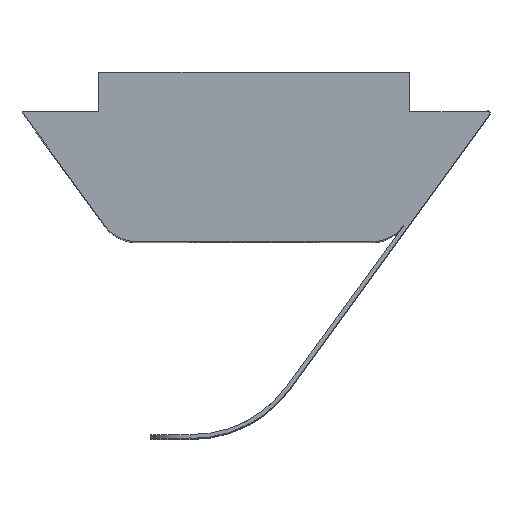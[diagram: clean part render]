
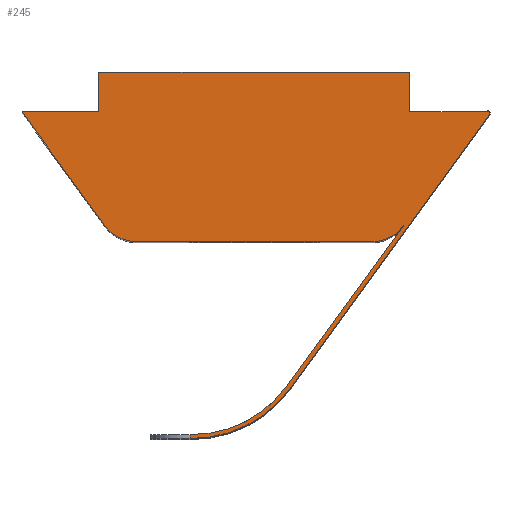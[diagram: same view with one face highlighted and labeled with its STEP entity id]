
A CAD part, top view. The second image highlights one B-rep face of the part: STEP entity #245.
In plain terms, the highlighted planar face has unit normal (0, 0, 1).
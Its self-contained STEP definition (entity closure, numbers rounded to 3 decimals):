
#3 = VECTOR ( 'NONE', #379, 1000. ) ;
#19 = ORIENTED_EDGE ( 'NONE', *, *, #975, .T. ) ;
#22 = LINE ( 'NONE', #1099, #966 ) ;
#38 = VERTEX_POINT ( 'NONE', #232 ) ;
#49 = VERTEX_POINT ( 'NONE', #903 ) ;
#51 = VECTOR ( 'NONE', #1263, 1000. ) ;
#57 = EDGE_CURVE ( 'NONE', #1134, #640, #1108, .T. ) ;
#82 = AXIS2_PLACEMENT_3D ( 'NONE', #507, #610, #590 ) ;
#86 = DIRECTION ( 'NONE',  ( 1., 0., 0. ) ) ;
#88 = AXIS2_PLACEMENT_3D ( 'NONE', #923, #1216, #1117 ) ;
#98 = CARTESIAN_POINT ( 'NONE',  ( 5.9, 3.3, 8. ) ) ;
#100 = CARTESIAN_POINT ( 'NONE',  ( -1.591, -5., 8. ) ) ;
#104 = VECTOR ( 'NONE', #744, 1000. ) ;
#116 = ORIENTED_EDGE ( 'NONE', *, *, #716, .T. ) ;
#170 = CARTESIAN_POINT ( 'NONE',  ( -3.8, 0.412, 8. ) ) ;
#208 = DIRECTION ( 'NONE',  ( -1., 0., 0. ) ) ;
#229 = CARTESIAN_POINT ( 'NONE',  ( 2.991, 0., 8. ) ) ;
#232 = CARTESIAN_POINT ( 'NONE',  ( 3.95, 4.3, 8. ) ) ;
#245 = ADVANCED_FACE ( 'NONE', ( #761 ), #388, .T. ) ;
#260 = EDGE_CURVE ( 'NONE', #640, #1186, #867, .T. ) ;
#262 = EDGE_CURVE ( 'NONE', #49, #434, #669, .T. ) ;
#267 = ORIENTED_EDGE ( 'NONE', *, *, #1031, .T. ) ;
#273 = VERTEX_POINT ( 'NONE', #1249 ) ;
#275 = AXIS2_PLACEMENT_3D ( 'NONE', #952, #681, #458 ) ;
#277 = CARTESIAN_POINT ( 'NONE',  ( 5.9, 3.3, 8. ) ) ;
#279 = VERTEX_POINT ( 'NONE', #1265 ) ;
#282 = LINE ( 'NONE', #479, #51 ) ;
#284 = ORIENTED_EDGE ( 'NONE', *, *, #327, .T. ) ;
#303 = LINE ( 'NONE', #1087, #890 ) ;
#304 = VERTEX_POINT ( 'NONE', #772 ) ;
#313 = VERTEX_POINT ( 'NONE', #98 ) ;
#323 = VERTEX_POINT ( 'NONE', #977 ) ;
#327 = EDGE_CURVE ( 'NONE', #38, #396, #686, .T. ) ;
#337 = CARTESIAN_POINT ( 'NONE',  ( -1.63, -5., 8. ) ) ;
#345 = AXIS2_PLACEMENT_3D ( 'NONE', #568, #592, #86 ) ;
#362 = VERTEX_POINT ( 'NONE', #1175 ) ;
#363 = DIRECTION ( 'NONE',  ( 0.588, -0.809, 0. ) ) ;
#365 = CARTESIAN_POINT ( 'NONE',  ( 2.991, 0., 8. ) ) ;
#371 = EDGE_CURVE ( 'NONE', #887, #931, #496, .T. ) ;
#379 = DIRECTION ( 'NONE',  ( -1., 0., 0. ) ) ;
#388 = PLANE ( 'NONE',  #345 ) ;
#389 = AXIS2_PLACEMENT_3D ( 'NONE', #1054, #1078, #400 ) ;
#390 = LINE ( 'NONE', #762, #436 ) ;
#394 = DIRECTION ( 'NONE',  ( 0., 1., 0. ) ) ;
#396 = VERTEX_POINT ( 'NONE', #695 ) ;
#400 = DIRECTION ( 'NONE',  ( -1., 0., 0. ) ) ;
#405 = DIRECTION ( 'NONE',  ( 0., -1., 0. ) ) ;
#408 = ORIENTED_EDGE ( 'NONE', *, *, #262, .T. ) ;
#410 = CARTESIAN_POINT ( 'NONE',  ( 0.835, -3.665, 8. ) ) ;
#422 = VERTEX_POINT ( 'NONE', #871 ) ;
#434 = VERTEX_POINT ( 'NONE', #474 ) ;
#436 = VECTOR ( 'NONE', #604, 1000. ) ;
#444 = EDGE_CURVE ( 'NONE', #396, #958, #282, .T. ) ;
#448 = ORIENTED_EDGE ( 'NONE', *, *, #371, .T. ) ;
#457 = LINE ( 'NONE', #365, #104 ) ;
#458 = DIRECTION ( 'NONE',  ( 1., 0., 0. ) ) ;
#474 = CARTESIAN_POINT ( 'NONE',  ( 0.916, -3.723, 8. ) ) ;
#477 = EDGE_CURVE ( 'NONE', #279, #609, #22, .T. ) ;
#479 = CARTESIAN_POINT ( 'NONE',  ( -3.95, 3.3, 8. ) ) ;
#487 = CARTESIAN_POINT ( 'NONE',  ( -3.95, 4.3, 8. ) ) ;
#490 = DIRECTION ( 'NONE',  ( 0.588, 0.809, 0. ) ) ;
#496 = CIRCLE ( 'NONE', #654, 0.05 ) ;
#507 = CARTESIAN_POINT ( 'NONE',  ( 2.991, 1., 8. ) ) ;
#543 = DIRECTION ( 'NONE',  ( -1., 0., 0. ) ) ;
#568 = CARTESIAN_POINT ( 'NONE',  ( 2.991, 1., 8. ) ) ;
#590 = DIRECTION ( 'NONE',  ( 1., 0., 0. ) ) ;
#592 = DIRECTION ( 'NONE',  ( 0., 0., 1. ) ) ;
#604 = DIRECTION ( 'NONE',  ( -1., 0., 0. ) ) ;
#606 = EDGE_CURVE ( 'NONE', #931, #313, #1202, .T. ) ;
#607 = EDGE_LOOP ( 'NONE', ( #19, #705, #116, #408, #691, #448, #1032, #1261, #891, #284, #1100, #779, #675, #267, #789, #1144, #1058, #670 ) ) ;
#609 = VERTEX_POINT ( 'NONE', #337 ) ;
#610 = DIRECTION ( 'NONE',  ( 0., 0., 1. ) ) ;
#619 = DIRECTION ( 'NONE',  ( 0., 0., -1. ) ) ;
#640 = VERTEX_POINT ( 'NONE', #1017 ) ;
#650 = EDGE_CURVE ( 'NONE', #323, #38, #1074, .T. ) ;
#654 = AXIS2_PLACEMENT_3D ( 'NONE', #1181, #788, #208 ) ;
#663 = EDGE_CURVE ( 'NONE', #434, #887, #689, .T. ) ;
#669 = CIRCLE ( 'NONE', #275, 3.1 ) ;
#670 = ORIENTED_EDGE ( 'NONE', *, *, #1145, .T. ) ;
#671 = CARTESIAN_POINT ( 'NONE',  ( -5.9, 3.3, 8. ) ) ;
#675 = ORIENTED_EDGE ( 'NONE', *, *, #844, .T. ) ;
#681 = DIRECTION ( 'NONE',  ( 0., 0., 1. ) ) ;
#686 = LINE ( 'NONE', #487, #3 ) ;
#689 = LINE ( 'NONE', #1211, #1150 ) ;
#691 = ORIENTED_EDGE ( 'NONE', *, *, #663, .T. ) ;
#695 = CARTESIAN_POINT ( 'NONE',  ( -3.95, 4.3, 8. ) ) ;
#705 = ORIENTED_EDGE ( 'NONE', *, *, #477, .T. ) ;
#716 = EDGE_CURVE ( 'NONE', #609, #49, #979, .T. ) ;
#744 = DIRECTION ( 'NONE',  ( 1., 0., 0. ) ) ;
#747 = VECTOR ( 'NONE', #363, 1000. ) ;
#761 = FACE_OUTER_BOUND ( 'NONE', #607, .T. ) ;
#762 = CARTESIAN_POINT ( 'NONE',  ( -1.591, -4.9, 8. ) ) ;
#772 = CARTESIAN_POINT ( 'NONE',  ( -1.591, -4.9, 8. ) ) ;
#779 = ORIENTED_EDGE ( 'NONE', *, *, #928, .T. ) ;
#788 = DIRECTION ( 'NONE',  ( 0., 0., 1. ) ) ;
#789 = ORIENTED_EDGE ( 'NONE', *, *, #841, .T. ) ;
#795 = CARTESIAN_POINT ( 'NONE',  ( -3.95, 3.3, 8. ) ) ;
#811 = CARTESIAN_POINT ( 'NONE',  ( -1.591, -1.9, 8. ) ) ;
#841 = EDGE_CURVE ( 'NONE', #273, #1134, #457, .T. ) ;
#844 = EDGE_CURVE ( 'NONE', #422, #362, #845, .T. ) ;
#845 = LINE ( 'NONE', #170, #747 ) ;
#867 = LINE ( 'NONE', #277, #1225 ) ;
#871 = CARTESIAN_POINT ( 'NONE',  ( -5.9, 3.3, 8. ) ) ;
#887 = VERTEX_POINT ( 'NONE', #1235 ) ;
#888 = DIRECTION ( 'NONE',  ( 1., 0., 0. ) ) ;
#890 = VECTOR ( 'NONE', #985, 1000. ) ;
#891 = ORIENTED_EDGE ( 'NONE', *, *, #650, .T. ) ;
#903 = CARTESIAN_POINT ( 'NONE',  ( -1.591, -5., 8. ) ) ;
#923 = CARTESIAN_POINT ( 'NONE',  ( 5.94, 3.271, 8. ) ) ;
#928 = EDGE_CURVE ( 'NONE', #958, #422, #1252, .T. ) ;
#929 = CARTESIAN_POINT ( 'NONE',  ( 3.95, 3.3, 8. ) ) ;
#931 = VERTEX_POINT ( 'NONE', #1030 ) ;
#952 = CARTESIAN_POINT ( 'NONE',  ( -1.591, -1.9, 8. ) ) ;
#958 = VERTEX_POINT ( 'NONE', #795 ) ;
#966 = VECTOR ( 'NONE', #405, 1000. ) ;
#975 = EDGE_CURVE ( 'NONE', #304, #279, #390, .T. ) ;
#977 = CARTESIAN_POINT ( 'NONE',  ( 3.95, 3.3, 8. ) ) ;
#979 = LINE ( 'NONE', #100, #1007 ) ;
#985 = DIRECTION ( 'NONE',  ( -1., 0., 0. ) ) ;
#1005 = DIRECTION ( 'NONE',  ( 1., 0., 0. ) ) ;
#1007 = VECTOR ( 'NONE', #888, 1000. ) ;
#1017 = CARTESIAN_POINT ( 'NONE',  ( 3.8, 0.412, 8. ) ) ;
#1030 = CARTESIAN_POINT ( 'NONE',  ( 5.99, 3.271, 8. ) ) ;
#1031 = EDGE_CURVE ( 'NONE', #362, #273, #1224, .T. ) ;
#1032 = ORIENTED_EDGE ( 'NONE', *, *, #606, .T. ) ;
#1043 = VECTOR ( 'NONE', #394, 1000. ) ;
#1054 = CARTESIAN_POINT ( 'NONE',  ( -2.991, 1., 8. ) ) ;
#1056 = AXIS2_PLACEMENT_3D ( 'NONE', #811, #619, #1005 ) ;
#1058 = ORIENTED_EDGE ( 'NONE', *, *, #260, .T. ) ;
#1060 = VECTOR ( 'NONE', #543, 1000. ) ;
#1074 = LINE ( 'NONE', #929, #1043 ) ;
#1078 = DIRECTION ( 'NONE',  ( 0., 0., 1. ) ) ;
#1085 = EDGE_CURVE ( 'NONE', #313, #323, #303, .T. ) ;
#1087 = CARTESIAN_POINT ( 'NONE',  ( 5.9, 3.3, 8. ) ) ;
#1099 = CARTESIAN_POINT ( 'NONE',  ( -1.63, -5., 8. ) ) ;
#1100 = ORIENTED_EDGE ( 'NONE', *, *, #444, .T. ) ;
#1108 = CIRCLE ( 'NONE', #82, 1. ) ;
#1117 = DIRECTION ( 'NONE',  ( -1., 0., 0. ) ) ;
#1134 = VERTEX_POINT ( 'NONE', #229 ) ;
#1144 = ORIENTED_EDGE ( 'NONE', *, *, #57, .T. ) ;
#1145 = EDGE_CURVE ( 'NONE', #1186, #304, #1253, .T. ) ;
#1146 = DIRECTION ( 'NONE',  ( -0.588, -0.809, 0. ) ) ;
#1150 = VECTOR ( 'NONE', #490, 1000. ) ;
#1175 = CARTESIAN_POINT ( 'NONE',  ( -3.8, 0.412, 8. ) ) ;
#1181 = CARTESIAN_POINT ( 'NONE',  ( 5.94, 3.271, 8. ) ) ;
#1186 = VERTEX_POINT ( 'NONE', #410 ) ;
#1202 = CIRCLE ( 'NONE', #88, 0.05 ) ;
#1211 = CARTESIAN_POINT ( 'NONE',  ( 5.981, 3.241, 8. ) ) ;
#1216 = DIRECTION ( 'NONE',  ( 0., 0., 1. ) ) ;
#1224 = CIRCLE ( 'NONE', #389, 1. ) ;
#1225 = VECTOR ( 'NONE', #1146, 1000. ) ;
#1235 = CARTESIAN_POINT ( 'NONE',  ( 5.981, 3.241, 8. ) ) ;
#1249 = CARTESIAN_POINT ( 'NONE',  ( -2.991, 0., 8. ) ) ;
#1252 = LINE ( 'NONE', #671, #1060 ) ;
#1253 = CIRCLE ( 'NONE', #1056, 3. ) ;
#1261 = ORIENTED_EDGE ( 'NONE', *, *, #1085, .T. ) ;
#1263 = DIRECTION ( 'NONE',  ( 0., -1., 0. ) ) ;
#1265 = CARTESIAN_POINT ( 'NONE',  ( -1.63, -4.9, 8. ) ) ;
